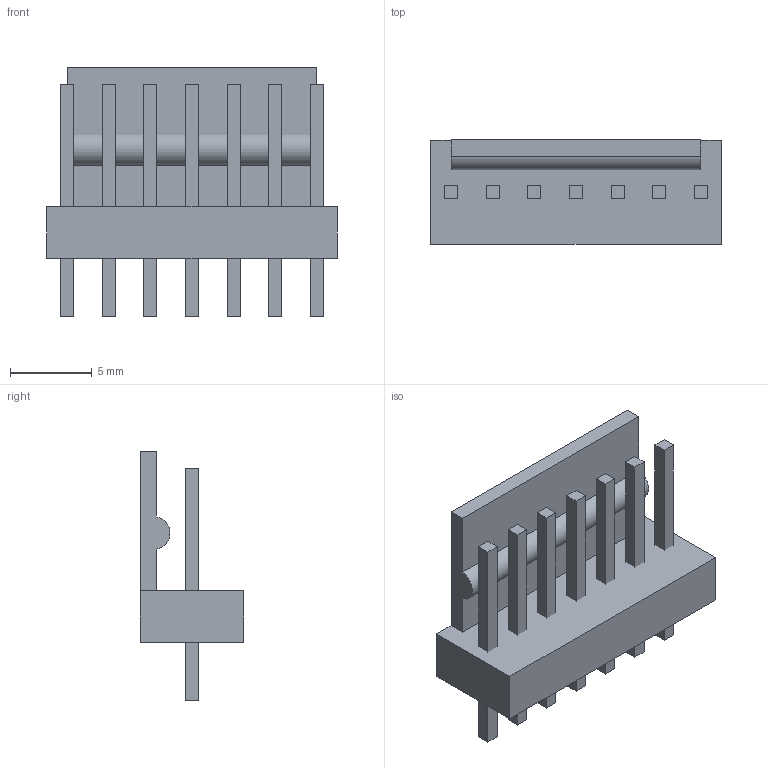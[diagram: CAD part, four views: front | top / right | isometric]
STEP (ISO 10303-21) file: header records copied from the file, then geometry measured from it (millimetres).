
FILE_DESCRIPTION (( 'STEP AP214' ), '1' );
FILE_NAME ('molex-22-27-2071.STEP', '2008-08-03T04:37:46', ( 'j' ), ( '' ), 'SwSTEP 2.0', 'SolidWorks 2004231', '' );
FILE_SCHEMA (( 'AUTOMOTIVE_DESIGN' ));
Length unit declared in the file: millimetre
Products named in the file (1): molex-22-27-2071
Bounding box: 17.78 x 6.35 x 15.24 mm (x, y, z)
Volume: 570.1 mm3; surface area: 997.8 mm2
Topology: 8 solids, 8 shells, 54 faces, 114 edges, 76 vertices
Faces by surface type: plane 53, cylinder 1
Entity records: 1638 total; most frequent: CARTESIAN_POINT 245, ORIENTED_EDGE 228, DIRECTION 226, EDGE_CURVE 114, VECTOR 112, LINE 112, VERTEX_POINT 76, AXIS2_PLACEMENT_3D 57
